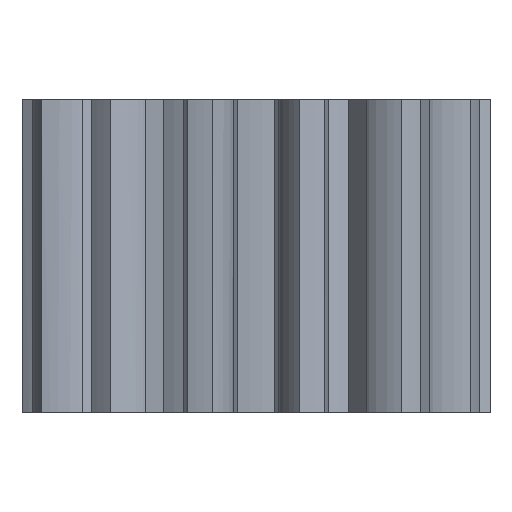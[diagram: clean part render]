
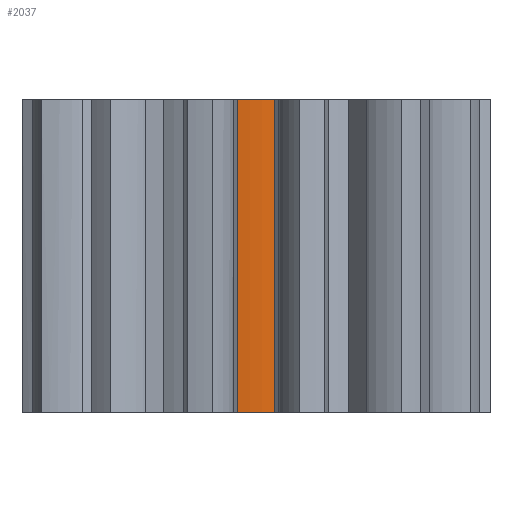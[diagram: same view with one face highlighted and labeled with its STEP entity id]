
A CAD part, left-side view. The second image highlights one B-rep face of the part: STEP entity #2037.
In plain terms, the highlighted cylindrical face has radius 7.875 mm (diameter 15.75 mm), a partial arc.
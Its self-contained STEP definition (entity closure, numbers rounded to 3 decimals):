
#271=FACE_OUTER_BOUND('',#380,.T.);
#380=EDGE_LOOP('',(#1780,#1781,#1782,#1783));
#516=LINE('',#21218,#673);
#523=LINE('',#22210,#680);
#673=VECTOR('',#2506,10.);
#680=VECTOR('',#2523,10.);
#749=CIRCLE('',#2114,7.875);
#781=CIRCLE('',#2155,7.875);
#846=VERTEX_POINT('',#7314);
#847=VERTEX_POINT('',#7316);
#967=VERTEX_POINT('',#16146);
#968=VERTEX_POINT('',#16148);
#1064=EDGE_CURVE('',#847,#846,#749,.T.);
#1196=EDGE_CURVE('',#967,#968,#781,.T.);
#1252=EDGE_CURVE('',#846,#968,#516,.T.);
#1259=EDGE_CURVE('',#967,#847,#523,.T.);
#1780=ORIENTED_EDGE('',*,*,#1252,.T.);
#1781=ORIENTED_EDGE('',*,*,#1196,.F.);
#1782=ORIENTED_EDGE('',*,*,#1259,.T.);
#1783=ORIENTED_EDGE('',*,*,#1064,.T.);
#1960=CYLINDRICAL_SURFACE('',#2197,7.875);
#2037=ADVANCED_FACE('',(#271),#1960,.T.);
#2114=AXIS2_PLACEMENT_3D('',#7317,#2298,#2299);
#2155=AXIS2_PLACEMENT_3D('',#16149,#2420,#2421);
#2197=AXIS2_PLACEMENT_3D('',#24196,#2559,#2560);
#2298=DIRECTION('center_axis',(0.,0.,1.));
#2299=DIRECTION('ref_axis',(1.,0.,0.));
#2420=DIRECTION('center_axis',(0.,0.,1.));
#2421=DIRECTION('ref_axis',(1.,0.,0.));
#2506=DIRECTION('',(0.,0.,1.));
#2523=DIRECTION('',(0.,0.,-1.));
#2559=DIRECTION('center_axis',(0.,0.,1.));
#2560=DIRECTION('ref_axis',(-1.,0.,0.));
#7314=CARTESIAN_POINT('',(-7.823,-0.906,0.));
#7316=CARTESIAN_POINT('',(-7.823,0.906,0.));
#7317=CARTESIAN_POINT('Origin',(0.,0.,0.));
#16146=CARTESIAN_POINT('',(-7.823,0.906,15.));
#16148=CARTESIAN_POINT('',(-7.823,-0.906,15.));
#16149=CARTESIAN_POINT('Origin',(0.,0.,15.));
#21218=CARTESIAN_POINT('',(-7.823,-0.906,0.));
#22210=CARTESIAN_POINT('',(-7.823,0.906,0.));
#24196=CARTESIAN_POINT('Origin',(0.,0.,0.));
